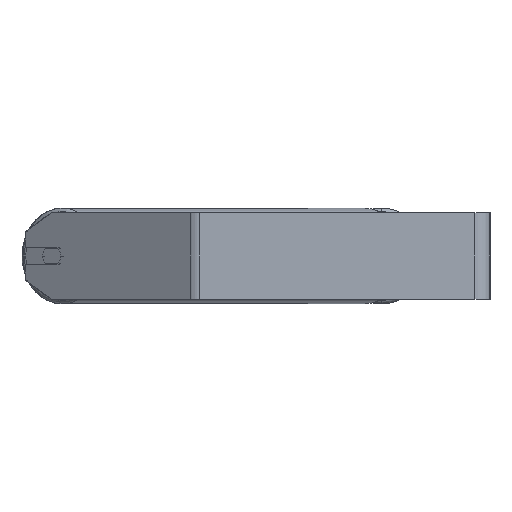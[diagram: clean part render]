
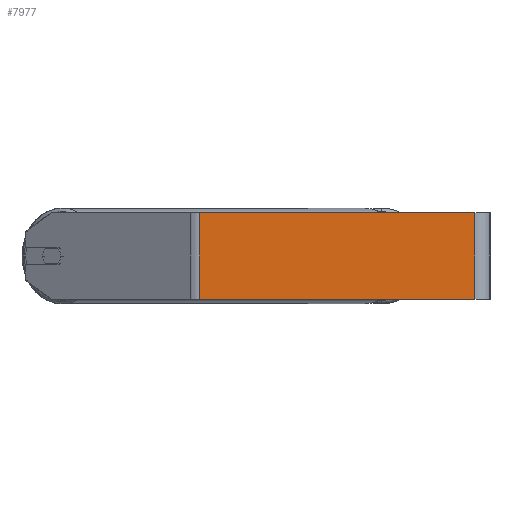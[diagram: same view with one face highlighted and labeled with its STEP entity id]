
A CAD part, left-side view. The second image highlights one B-rep face of the part: STEP entity #7977.
In plain terms, the highlighted planar face has unit normal (-1, 0, 0).
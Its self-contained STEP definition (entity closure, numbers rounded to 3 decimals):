
#264 = LINE ( 'NONE', #971, #1599 ) ;
#383 = PLANE ( 'NONE',  #4783 ) ;
#424 = DIRECTION ( 'NONE',  ( 1., 0., 0. ) ) ;
#462 = ORIENTED_EDGE ( 'NONE', *, *, #8423, .F. ) ;
#752 = ORIENTED_EDGE ( 'NONE', *, *, #1887, .F. ) ;
#760 = CARTESIAN_POINT ( 'NONE',  ( -800., 14., -40. ) ) ;
#838 = VECTOR ( 'NONE', #4701, 1000. ) ;
#897 = DIRECTION ( 'NONE',  ( 0., 0., -1. ) ) ;
#971 = CARTESIAN_POINT ( 'NONE',  ( -800., 274.909, -40. ) ) ;
#1225 = DIRECTION ( 'NONE',  ( 0., 0., -1. ) ) ;
#1359 = ORIENTED_EDGE ( 'NONE', *, *, #3337, .T. ) ;
#1410 = EDGE_LOOP ( 'NONE', ( #1359, #752, #462, #2348 ) ) ;
#1430 = CARTESIAN_POINT ( 'NONE',  ( -800., 274.909, 40. ) ) ;
#1435 = VERTEX_POINT ( 'NONE', #5848 ) ;
#1599 = VECTOR ( 'NONE', #6364, 1000. ) ;
#1614 = LINE ( 'NONE', #4383, #4404 ) ;
#1887 = EDGE_CURVE ( 'NONE', #2068, #6917, #5607, .T. ) ;
#2068 = VERTEX_POINT ( 'NONE', #2111 ) ;
#2111 = CARTESIAN_POINT ( 'NONE',  ( -800., 14., 40. ) ) ;
#2242 = DIRECTION ( 'NONE',  ( 0., 0., -1. ) ) ;
#2348 = ORIENTED_EDGE ( 'NONE', *, *, #2972, .T. ) ;
#2972 = EDGE_CURVE ( 'NONE', #5819, #1435, #1614, .T. ) ;
#3337 = EDGE_CURVE ( 'NONE', #1435, #6917, #264, .T. ) ;
#3523 = CARTESIAN_POINT ( 'NONE',  ( -800., 14., 40. ) ) ;
#4104 = VECTOR ( 'NONE', #2242, 1000. ) ;
#4383 = CARTESIAN_POINT ( 'NONE',  ( -800., 270.495, 40. ) ) ;
#4404 = VECTOR ( 'NONE', #897, 1000. ) ;
#4534 = CARTESIAN_POINT ( 'NONE',  ( -800., 274.909, 40. ) ) ;
#4580 = FACE_OUTER_BOUND ( 'NONE', #1410, .T. ) ;
#4701 = DIRECTION ( 'NONE',  ( 0., -1., 0. ) ) ;
#4783 = AXIS2_PLACEMENT_3D ( 'NONE', #4534, #424, #1225 ) ;
#5051 = CARTESIAN_POINT ( 'NONE',  ( -800., 270.495, 40. ) ) ;
#5607 = LINE ( 'NONE', #3523, #4104 ) ;
#5819 = VERTEX_POINT ( 'NONE', #5051 ) ;
#5848 = CARTESIAN_POINT ( 'NONE',  ( -800., 270.495, -40. ) ) ;
#6364 = DIRECTION ( 'NONE',  ( 0., -1., 0. ) ) ;
#6917 = VERTEX_POINT ( 'NONE', #760 ) ;
#7977 = ADVANCED_FACE ( 'NONE', ( #4580 ), #383, .F. ) ;
#8423 = EDGE_CURVE ( 'NONE', #5819, #2068, #8731, .T. ) ;
#8731 = LINE ( 'NONE', #1430, #838 ) ;
